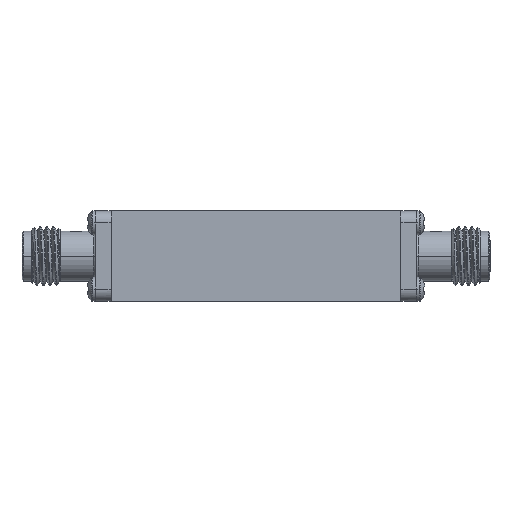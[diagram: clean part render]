
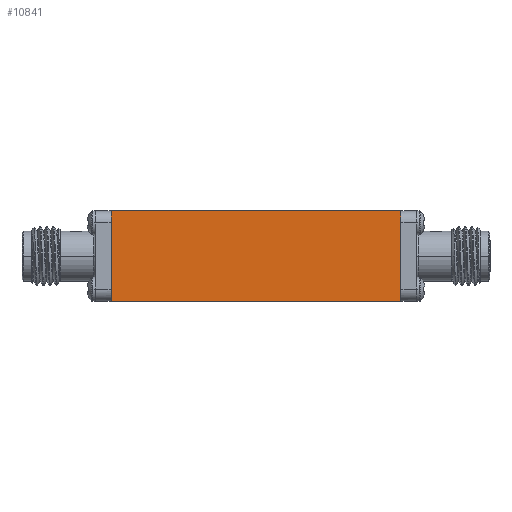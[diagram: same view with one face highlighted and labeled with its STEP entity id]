
A CAD part, front view. The second image highlights one B-rep face of the part: STEP entity #10841.
In plain terms, the highlighted planar face has unit normal (0, -1, 0).
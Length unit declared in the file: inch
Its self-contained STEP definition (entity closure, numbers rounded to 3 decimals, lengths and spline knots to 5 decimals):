
#191 = CARTESIAN_POINT ( 'NONE',  ( 0.61, -0.3, 0.19 ) ) ;
#6471 = CARTESIAN_POINT ( 'NONE',  ( -0.61, -0.3, 0.19 ) ) ;
#6904 = DIRECTION ( 'NONE',  ( 0., 0., -1. ) ) ;
#10841 = ADVANCED_FACE ( 'NONE', ( #46037 ), #41645, .F. ) ;
#12209 = ORIENTED_EDGE ( 'NONE', *, *, #22721, .F. ) ;
#12829 = DIRECTION ( 'NONE',  ( 1., 0., 0. ) ) ;
#15873 = CARTESIAN_POINT ( 'NONE',  ( 0.61, -0.3, -0.19 ) ) ;
#16498 = DIRECTION ( 'NONE',  ( 1., 0., 0. ) ) ;
#16708 = CARTESIAN_POINT ( 'NONE',  ( 0.61, -0.3, 0.19 ) ) ;
#17434 = VERTEX_POINT ( 'NONE', #38815 ) ;
#19167 = CARTESIAN_POINT ( 'NONE',  ( -0.61, -0.3, 0.19 ) ) ;
#20088 = EDGE_CURVE ( 'NONE', #56461, #17434, #29291, .T. ) ;
#22352 = ORIENTED_EDGE ( 'NONE', *, *, #20088, .T. ) ;
#22721 = EDGE_CURVE ( 'NONE', #56461, #57817, #50104, .T. ) ;
#23562 = EDGE_LOOP ( 'NONE', ( #26382, #54008, #12209, #22352 ) ) ;
#25224 = VECTOR ( 'NONE', #61859, 39.37008 ) ;
#26382 = ORIENTED_EDGE ( 'NONE', *, *, #46705, .T. ) ;
#28941 = VECTOR ( 'NONE', #16498, 39.37008 ) ;
#29291 = LINE ( 'NONE', #19167, #25224 ) ;
#31054 = CARTESIAN_POINT ( 'NONE',  ( -0.61, -0.3, -0.19 ) ) ;
#31150 = DIRECTION ( 'NONE',  ( 1., 0., 0. ) ) ;
#31331 = EDGE_CURVE ( 'NONE', #57817, #44689, #60651, .T. ) ;
#31400 = AXIS2_PLACEMENT_3D ( 'NONE', #61213, #35966, #12829 ) ;
#31447 = VECTOR ( 'NONE', #6904, 39.37008 ) ;
#35966 = DIRECTION ( 'NONE',  ( 0., 1., 0. ) ) ;
#38815 = CARTESIAN_POINT ( 'NONE',  ( -0.61, -0.3, -0.19 ) ) ;
#41645 = PLANE ( 'NONE',  #31400 ) ;
#44689 = VERTEX_POINT ( 'NONE', #15873 ) ;
#46037 = FACE_OUTER_BOUND ( 'NONE', #23562, .T. ) ;
#46705 = EDGE_CURVE ( 'NONE', #17434, #44689, #49702, .T. ) ;
#47374 = CARTESIAN_POINT ( 'NONE',  ( -0.61, -0.3, 0.19 ) ) ;
#49702 = LINE ( 'NONE', #31054, #28941 ) ;
#50104 = LINE ( 'NONE', #6471, #56590 ) ;
#54008 = ORIENTED_EDGE ( 'NONE', *, *, #31331, .F. ) ;
#56461 = VERTEX_POINT ( 'NONE', #47374 ) ;
#56590 = VECTOR ( 'NONE', #31150, 39.37008 ) ;
#57817 = VERTEX_POINT ( 'NONE', #191 ) ;
#60651 = LINE ( 'NONE', #16708, #31447 ) ;
#61213 = CARTESIAN_POINT ( 'NONE',  ( -0.61, -0.3, 0.19 ) ) ;
#61859 = DIRECTION ( 'NONE',  ( 0., 0., -1. ) ) ;
